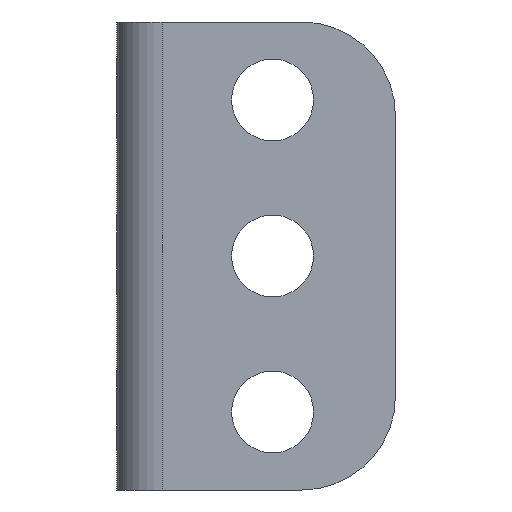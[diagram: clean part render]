
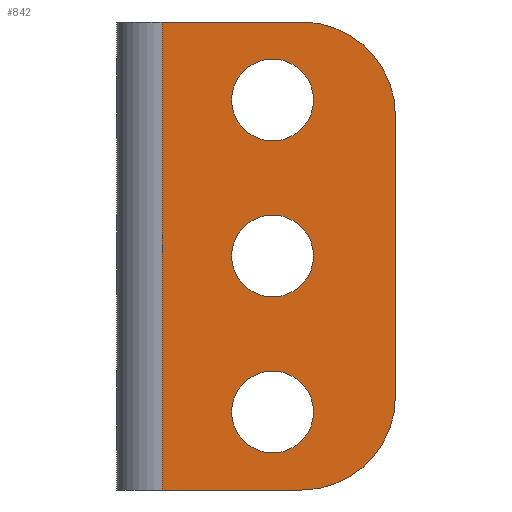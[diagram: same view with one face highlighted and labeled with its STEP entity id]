
A CAD part, left-side view. The second image highlights one B-rep face of the part: STEP entity #842.
In plain terms, the highlighted planar face has unit normal (-1, 0, 0).
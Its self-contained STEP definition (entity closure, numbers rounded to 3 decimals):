
#74=FACE_BOUND('',#205,.T.);
#75=FACE_BOUND('',#206,.T.);
#76=FACE_BOUND('',#207,.T.);
#135=FACE_OUTER_BOUND('',#204,.T.);
#204=EDGE_LOOP('',(#682,#683,#684,#685,#686,#687));
#205=EDGE_LOOP('',(#688));
#206=EDGE_LOOP('',(#689));
#207=EDGE_LOOP('',(#690));
#336=CIRCLE('',#924,4.8);
#337=CIRCLE('',#925,4.8);
#338=CIRCLE('',#926,2.1);
#339=CIRCLE('',#927,2.1);
#340=CIRCLE('',#928,2.1);
#377=LINE('',#1282,#409);
#383=LINE('',#1303,#415);
#392=LINE('',#1376,#424);
#393=LINE('',#1379,#425);
#409=VECTOR('',#1013,7.16);
#415=VECTOR('',#1029,7.16);
#424=VECTOR('',#1102,24.);
#425=VECTOR('',#1105,14.4);
#443=VERTEX_POINT('',#1279);
#444=VERTEX_POINT('',#1281);
#453=VERTEX_POINT('',#1300);
#454=VERTEX_POINT('',#1302);
#486=VERTEX_POINT('',#1374);
#487=VERTEX_POINT('',#1377);
#488=VERTEX_POINT('',#1380);
#489=VERTEX_POINT('',#1382);
#490=VERTEX_POINT('',#1384);
#529=EDGE_CURVE('',#444,#443,#377,.T.);
#539=EDGE_CURVE('',#453,#454,#383,.T.);
#576=EDGE_CURVE('',#486,#454,#336,.T.);
#577=EDGE_CURVE('',#453,#444,#392,.T.);
#578=EDGE_CURVE('',#443,#487,#337,.T.);
#579=EDGE_CURVE('',#487,#486,#393,.T.);
#580=EDGE_CURVE('',#488,#488,#338,.T.);
#581=EDGE_CURVE('',#489,#489,#339,.T.);
#582=EDGE_CURVE('',#490,#490,#340,.T.);
#682=ORIENTED_EDGE('',*,*,#576,.T.);
#683=ORIENTED_EDGE('',*,*,#539,.F.);
#684=ORIENTED_EDGE('',*,*,#577,.T.);
#685=ORIENTED_EDGE('',*,*,#529,.T.);
#686=ORIENTED_EDGE('',*,*,#578,.T.);
#687=ORIENTED_EDGE('',*,*,#579,.T.);
#688=ORIENTED_EDGE('',*,*,#580,.F.);
#689=ORIENTED_EDGE('',*,*,#581,.F.);
#690=ORIENTED_EDGE('',*,*,#582,.F.);
#832=PLANE('',#923);
#842=ADVANCED_FACE('',(#135,#74,#75,#76),#832,.T.);
#923=AXIS2_PLACEMENT_3D('',#1373,#1098,#1099);
#924=AXIS2_PLACEMENT_3D('',#1375,#1100,#1101);
#925=AXIS2_PLACEMENT_3D('',#1378,#1103,#1104);
#926=AXIS2_PLACEMENT_3D('',#1381,#1106,#1107);
#927=AXIS2_PLACEMENT_3D('',#1383,#1108,#1109);
#928=AXIS2_PLACEMENT_3D('',#1385,#1110,#1111);
#1013=DIRECTION('',(0.,-1.,0.));
#1029=DIRECTION('',(0.,-1.,0.));
#1098=DIRECTION('center_axis',(-1.,0.,0.));
#1099=DIRECTION('ref_axis',(0.,0.,1.));
#1100=DIRECTION('center_axis',(-1.,0.,0.));
#1101=DIRECTION('ref_axis',(0.,-1.,0.));
#1102=DIRECTION('',(0.,0.,-1.));
#1103=DIRECTION('center_axis',(-1.,0.,0.));
#1104=DIRECTION('ref_axis',(0.,0.,-1.));
#1105=DIRECTION('',(0.,0.,1.));
#1106=DIRECTION('center_axis',(-1.,0.,0.));
#1107=DIRECTION('ref_axis',(0.,-1.,0.));
#1108=DIRECTION('center_axis',(-1.,0.,0.));
#1109=DIRECTION('ref_axis',(0.,-1.,0.));
#1110=DIRECTION('center_axis',(-1.,0.,0.));
#1111=DIRECTION('ref_axis',(0.,-1.,0.));
#1279=CARTESIAN_POINT('',(-32.,-9.5,-12.));
#1281=CARTESIAN_POINT('',(-32.,-2.34,-12.));
#1282=CARTESIAN_POINT('',(-32.,-2.34,-12.));
#1300=CARTESIAN_POINT('',(-32.,-2.34,12.));
#1302=CARTESIAN_POINT('',(-32.,-9.5,12.));
#1303=CARTESIAN_POINT('',(-32.,-2.34,12.));
#1373=CARTESIAN_POINT('Origin',(-32.,0.,-12.));
#1374=CARTESIAN_POINT('',(-32.,-14.3,7.2));
#1375=CARTESIAN_POINT('Origin',(-32.,-9.5,7.2));
#1376=CARTESIAN_POINT('',(-32.,-2.34,12.));
#1377=CARTESIAN_POINT('',(-32.,-14.3,-7.2));
#1378=CARTESIAN_POINT('Origin',(-32.,-9.5,-7.2));
#1379=CARTESIAN_POINT('',(-32.,-14.3,-7.2));
#1380=CARTESIAN_POINT('',(-32.,-5.9,8.));
#1381=CARTESIAN_POINT('Origin',(-32.,-8.,8.));
#1382=CARTESIAN_POINT('',(-32.,-5.9,0.));
#1383=CARTESIAN_POINT('Origin',(-32.,-8.,0.));
#1384=CARTESIAN_POINT('',(-32.,-5.9,-8.));
#1385=CARTESIAN_POINT('Origin',(-32.,-8.,-8.));
